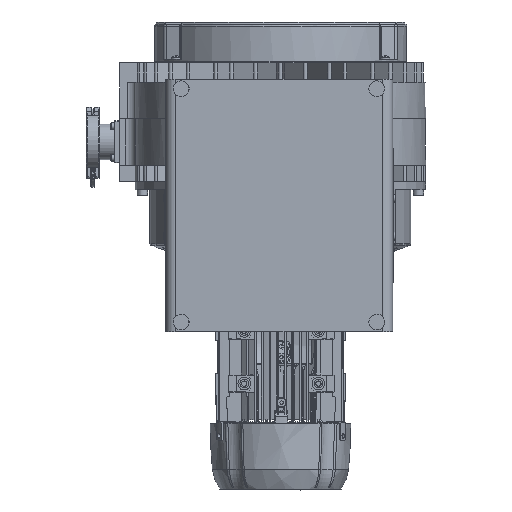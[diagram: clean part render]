
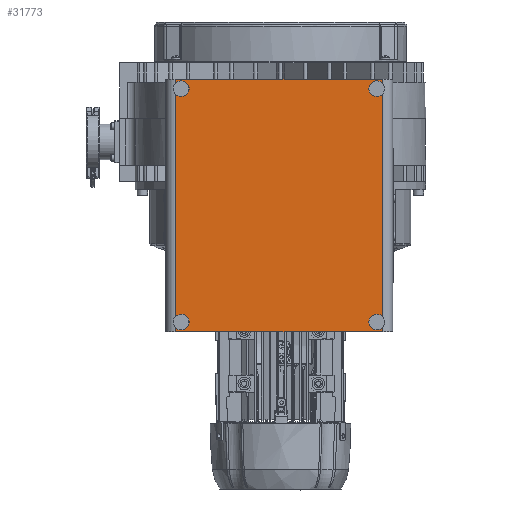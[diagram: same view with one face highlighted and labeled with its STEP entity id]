
A CAD part, front view. The second image highlights one B-rep face of the part: STEP entity #31773.
In plain terms, the highlighted planar face has unit normal (-0.009, -1, 0).
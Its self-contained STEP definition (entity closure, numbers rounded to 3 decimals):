
#31773=ADVANCED_FACE('',(#61912,#61914,#61916,#61918,#61920),#61922,.T.);
#61912=FACE_BOUND('',#61913,.T.);
#61913=EDGE_LOOP('',(#83137,#83138,#83139,#83140));
#61914=FACE_BOUND('',#61915,.T.);
#61915=EDGE_LOOP('',(#83141));
#61916=FACE_BOUND('',#61917,.T.);
#61917=EDGE_LOOP('',(#83142));
#61918=FACE_BOUND('',#61919,.T.);
#61919=EDGE_LOOP('',(#83143));
#61920=FACE_BOUND('',#61921,.T.);
#61921=EDGE_LOOP('',(#83144));
#61922=PLANE('',#61923);
#61923=AXIS2_PLACEMENT_3D('',#61924,#61925,#61926);
#61924=CARTESIAN_POINT('',(129.136,-214.135,99.));
#61925=DIRECTION('',(-0.009,-1.,0.));
#61926=DIRECTION('',(-1.,0.009,0.));
#83137=ORIENTED_EDGE('',*,*,#95549,.T.);
#83138=ORIENTED_EDGE('',*,*,#95550,.T.);
#83139=ORIENTED_EDGE('',*,*,#95551,.T.);
#83140=ORIENTED_EDGE('',*,*,#95552,.T.);
#83141=ORIENTED_EDGE('',*,*,#95553,.T.);
#83142=ORIENTED_EDGE('',*,*,#95554,.T.);
#83143=ORIENTED_EDGE('',*,*,#95555,.T.);
#83144=ORIENTED_EDGE('',*,*,#95556,.T.);
#95549=EDGE_CURVE('',#115904,#115905,#115906,.T.);
#95550=EDGE_CURVE('',#115905,#115907,#115908,.T.);
#95551=EDGE_CURVE('',#115907,#115909,#115910,.T.);
#95552=EDGE_CURVE('',#115909,#115904,#115911,.T.);
#95553=EDGE_CURVE('',#115912,#115912,#115913,.T.);
#95554=EDGE_CURVE('',#115914,#115914,#115915,.T.);
#95555=EDGE_CURVE('',#115916,#115916,#115917,.T.);
#95556=EDGE_CURVE('',#115918,#115918,#115919,.T.);
#115904=VERTEX_POINT('',#194307);
#115905=VERTEX_POINT('',#194308);
#115906=LINE('',#194309,#194310);
#115907=VERTEX_POINT('',#194312);
#115908=LINE('',#194313,#194314);
#115909=VERTEX_POINT('',#194316);
#115910=LINE('',#194317,#194318);
#115911=LINE('',#194320,#194321);
#115912=VERTEX_POINT('',#194323);
#115913=CIRCLE('',#194324,4.5);
#115914=VERTEX_POINT('',#194328);
#115915=CIRCLE('',#194329,4.5);
#115916=VERTEX_POINT('',#194333);
#115917=CIRCLE('',#194334,4.5);
#115918=VERTEX_POINT('',#194338);
#115919=CIRCLE('',#194339,4.5);
#194307=CARTESIAN_POINT('',(129.136,-214.135,99.));
#194308=CARTESIAN_POINT('',(-132.854,-211.849,99.));
#194309=CARTESIAN_POINT('',(129.136,-214.135,99.));
#194310=VECTOR('',#194311,1.);
#194311=DIRECTION('',(-1.,0.009,0.));
#194312=CARTESIAN_POINT('',(-132.854,-211.849,-221.));
#194313=CARTESIAN_POINT('',(-132.854,-211.849,99.));
#194314=VECTOR('',#194315,1.);
#194315=DIRECTION('',(0.,0.,-1.));
#194316=CARTESIAN_POINT('',(129.136,-214.135,-221.));
#194317=CARTESIAN_POINT('',(-132.854,-211.849,-221.));
#194318=VECTOR('',#194319,1.);
#194319=DIRECTION('',(1.,-0.009,0.));
#194320=CARTESIAN_POINT('',(129.136,-214.135,-221.));
#194321=VECTOR('',#194322,1.);
#194322=DIRECTION('',(0.,0.,1.));
#194323=CARTESIAN_POINT('',(117.637,-214.035,-209.));
#194324=AXIS2_PLACEMENT_3D('',#194325,#194326,#194327);
#194325=CARTESIAN_POINT('',(122.137,-214.074,-209.));
#194326=DIRECTION('',(0.009,1.,0.));
#194327=DIRECTION('',(-1.,0.009,0.));
#194328=CARTESIAN_POINT('',(-130.354,-211.871,-209.));
#194329=AXIS2_PLACEMENT_3D('',#194330,#194331,#194332);
#194330=CARTESIAN_POINT('',(-125.854,-211.91,-209.));
#194331=DIRECTION('',(0.009,1.,0.));
#194332=DIRECTION('',(-1.,0.009,0.));
#194333=CARTESIAN_POINT('',(117.637,-214.035,87.));
#194334=AXIS2_PLACEMENT_3D('',#194335,#194336,#194337);
#194335=CARTESIAN_POINT('',(122.137,-214.074,87.));
#194336=DIRECTION('',(0.009,1.,0.));
#194337=DIRECTION('',(-1.,0.009,0.));
#194338=CARTESIAN_POINT('',(-130.354,-211.871,87.));
#194339=AXIS2_PLACEMENT_3D('',#194340,#194341,#194342);
#194340=CARTESIAN_POINT('',(-125.854,-211.91,87.));
#194341=DIRECTION('',(0.009,1.,0.));
#194342=DIRECTION('',(-1.,0.009,0.));
